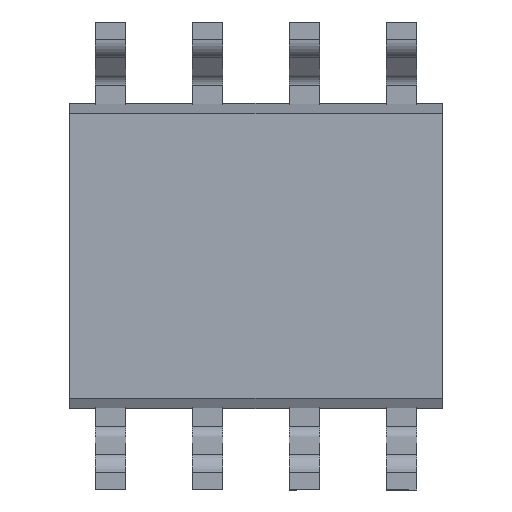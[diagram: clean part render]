
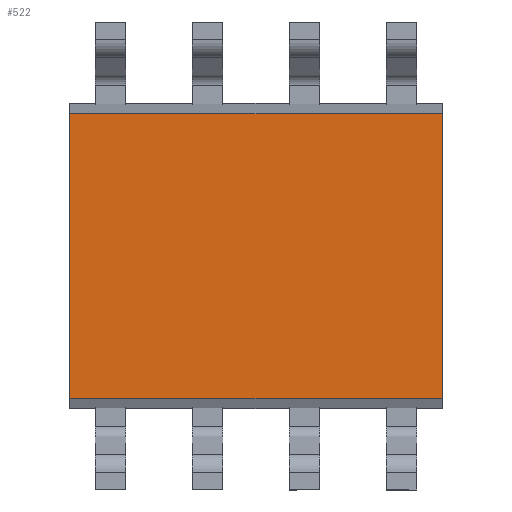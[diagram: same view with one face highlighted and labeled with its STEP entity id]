
A CAD part, front view. The second image highlights one B-rep face of the part: STEP entity #522.
In plain terms, the highlighted planar face has unit normal (0, -1, 0).
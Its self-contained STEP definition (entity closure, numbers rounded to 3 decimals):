
#522 = ADVANCED_FACE ( 'NONE', ( #2763 ), #2980, .T. ) ;
#554 = EDGE_CURVE ( 'NONE', #1217, #1218, #2793, .T. ) ;
#555 = EDGE_CURVE ( 'NONE', #1217, #1219, #2794, .T. ) ;
#556 = EDGE_CURVE ( 'NONE', #1218, #1220, #2795, .T. ) ;
#557 = EDGE_CURVE ( 'NONE', #1219, #1220, #2796, .T. ) ;
#986 = EDGE_LOOP ( 'NONE', ( #1382, #1385, #1384, #1387 ) ) ;
#1217 = VERTEX_POINT ( 'NONE', #3314 ) ;
#1218 = VERTEX_POINT ( 'NONE', #3315 ) ;
#1219 = VERTEX_POINT ( 'NONE', #3316 ) ;
#1220 = VERTEX_POINT ( 'NONE', #3317 ) ;
#1382 = ORIENTED_EDGE ( 'NONE', *, *, #555, .F. ) ;
#1384 = ORIENTED_EDGE ( 'NONE', *, *, #556, .T. ) ;
#1385 = ORIENTED_EDGE ( 'NONE', *, *, #554, .T. ) ;
#1387 = ORIENTED_EDGE ( 'NONE', *, *, #557, .F. ) ;
#2618 = AXIS2_PLACEMENT_3D ( 'NONE', #2981, #2982, #2983 ) ;
#2653 = VECTOR ( 'NONE', #3056, 1000. ) ;
#2654 = VECTOR ( 'NONE', #3058, 1000. ) ;
#2655 = VECTOR ( 'NONE', #3060, 1000. ) ;
#2657 = VECTOR ( 'NONE', #3062, 1000. ) ;
#2763 = FACE_OUTER_BOUND ( 'NONE', #986, .T. ) ;
#2793 = LINE ( 'NONE', #3055, #2653 ) ;
#2794 = LINE ( 'NONE', #3057, #2654 ) ;
#2795 = LINE ( 'NONE', #3059, #2655 ) ;
#2796 = LINE ( 'NONE', #3061, #2657 ) ;
#2980 = PLANE ( 'NONE',  #2618 ) ;
#2981 = CARTESIAN_POINT ( 'NONE',  ( -7.093, -0.725, 1.868 ) ) ;
#2982 = DIRECTION ( 'NONE',  ( 0., -1., 0. ) ) ;
#2983 = DIRECTION ( 'NONE',  ( 0., 0., -1. ) ) ;
#3055 = CARTESIAN_POINT ( 'NONE',  ( -7.093, -0.725, -1.868 ) ) ;
#3056 = DIRECTION ( 'NONE',  ( 1., 0., 0. ) ) ;
#3057 = CARTESIAN_POINT ( 'NONE',  ( -2.445, -0.725, 1.868 ) ) ;
#3058 = DIRECTION ( 'NONE',  ( 0., 0., 1. ) ) ;
#3059 = CARTESIAN_POINT ( 'NONE',  ( 2.445, -0.725, 1.868 ) ) ;
#3060 = DIRECTION ( 'NONE',  ( 0., 0., 1. ) ) ;
#3061 = CARTESIAN_POINT ( 'NONE',  ( -7.093, -0.725, 1.868 ) ) ;
#3062 = DIRECTION ( 'NONE',  ( 1., 0., 0. ) ) ;
#3314 = CARTESIAN_POINT ( 'NONE',  ( -2.445, -0.725, -1.868 ) ) ;
#3315 = CARTESIAN_POINT ( 'NONE',  ( 2.445, -0.725, -1.868 ) ) ;
#3316 = CARTESIAN_POINT ( 'NONE',  ( -2.445, -0.725, 1.868 ) ) ;
#3317 = CARTESIAN_POINT ( 'NONE',  ( 2.445, -0.725, 1.868 ) ) ;
